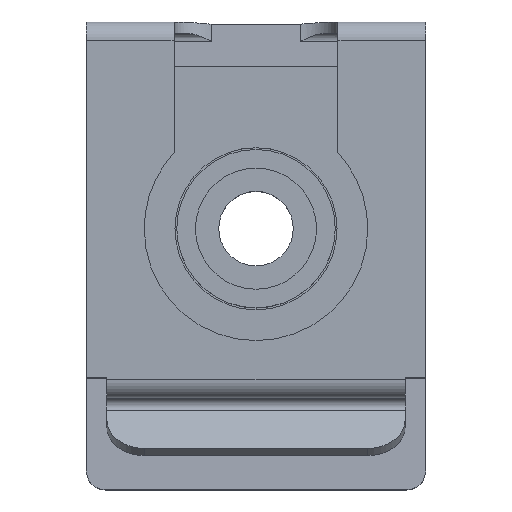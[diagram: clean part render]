
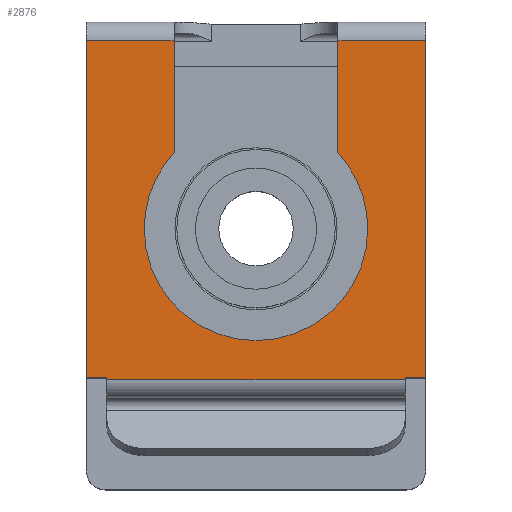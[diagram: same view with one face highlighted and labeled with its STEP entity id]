
A CAD part, top view. The second image highlights one B-rep face of the part: STEP entity #2876.
In plain terms, the highlighted face is planar.
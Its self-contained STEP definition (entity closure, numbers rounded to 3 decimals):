
#5 = ORIENTED_EDGE ( 'NONE', *, *, #1849, .T. ) ;
#8 = ORIENTED_EDGE ( 'NONE', *, *, #762, .T. ) ;
#42 = VECTOR ( 'NONE', #1183, 1000. ) ;
#93 = CIRCLE ( 'NONE', #1356, 6. ) ;
#117 = FACE_OUTER_BOUND ( 'NONE', #562, .T. ) ;
#124 = VECTOR ( 'NONE', #3120, 1000. ) ;
#131 = CARTESIAN_POINT ( 'NONE',  ( -10.1, 0., 9.1 ) ) ;
#233 = VERTEX_POINT ( 'NONE', #737 ) ;
#236 = CARTESIAN_POINT ( 'NONE',  ( 8., 0., 9.1 ) ) ;
#253 = VERTEX_POINT ( 'NONE', #646 ) ;
#277 = ORIENTED_EDGE ( 'NONE', *, *, #3942, .T. ) ;
#298 = DIRECTION ( 'NONE',  ( 0., 0., 1. ) ) ;
#313 = CARTESIAN_POINT ( 'NONE',  ( -10.1, 0., 9.1 ) ) ;
#327 = CARTESIAN_POINT ( 'NONE',  ( 0., 0., 0. ) ) ;
#398 = CARTESIAN_POINT ( 'NONE',  ( -4.079, 0., 4.4 ) ) ;
#441 = CIRCLE ( 'NONE', #688, 6. ) ;
#462 = ORIENTED_EDGE ( 'NONE', *, *, #3077, .F. ) ;
#484 = AXIS2_PLACEMENT_3D ( 'NONE', #3338, #3641, #1819 ) ;
#540 = VECTOR ( 'NONE', #842, 1000. ) ;
#543 = LINE ( 'NONE', #1556, #2059 ) ;
#562 = EDGE_LOOP ( 'NONE', ( #2279, #3513, #2039, #2706, #1711, #2669, #277, #1522, #958, #8, #5, #462, #2234, #2989 ) ) ;
#641 = DIRECTION ( 'NONE',  ( 0., 0., 1. ) ) ;
#646 = CARTESIAN_POINT ( 'NONE',  ( 8.1, 0., -8. ) ) ;
#653 = AXIS2_PLACEMENT_3D ( 'NONE', #3439, #1615, #3751 ) ;
#688 = AXIS2_PLACEMENT_3D ( 'NONE', #327, #2481, #641 ) ;
#737 = CARTESIAN_POINT ( 'NONE',  ( 8., 0., 8. ) ) ;
#755 = DIRECTION ( 'NONE',  ( -1., 0., 0. ) ) ;
#762 = EDGE_CURVE ( 'NONE', #3892, #897, #3691, .T. ) ;
#770 = CARTESIAN_POINT ( 'NONE',  ( -11.1, 0., -9.1 ) ) ;
#782 = CARTESIAN_POINT ( 'NONE',  ( 8.1, 0., 8. ) ) ;
#824 = LINE ( 'NONE', #2789, #2446 ) ;
#842 = DIRECTION ( 'NONE',  ( -1., 0., 0. ) ) ;
#874 = LINE ( 'NONE', #2707, #42 ) ;
#897 = VERTEX_POINT ( 'NONE', #2488 ) ;
#950 = DIRECTION ( 'NONE',  ( -1., 0., 0. ) ) ;
#958 = ORIENTED_EDGE ( 'NONE', *, *, #2349, .F. ) ;
#985 = CARTESIAN_POINT ( 'NONE',  ( 8., 0., -9.1 ) ) ;
#986 = CARTESIAN_POINT ( 'NONE',  ( 8., 0., -9.1 ) ) ;
#1083 = VERTEX_POINT ( 'NONE', #1823 ) ;
#1117 = EDGE_CURVE ( 'NONE', #1559, #2276, #93, .T. ) ;
#1134 = CARTESIAN_POINT ( 'NONE',  ( 8., 0., -8. ) ) ;
#1156 = VECTOR ( 'NONE', #2288, 1000. ) ;
#1157 = LINE ( 'NONE', #2666, #540 ) ;
#1183 = DIRECTION ( 'NONE',  ( 1., 0., 0. ) ) ;
#1248 = LINE ( 'NONE', #131, #1156 ) ;
#1251 = VECTOR ( 'NONE', #298, 1000. ) ;
#1315 = EDGE_CURVE ( 'NONE', #233, #2803, #2881, .T. ) ;
#1350 = EDGE_CURVE ( 'NONE', #3156, #3276, #1965, .T. ) ;
#1356 = AXIS2_PLACEMENT_3D ( 'NONE', #1770, #1784, #1792 ) ;
#1397 = CIRCLE ( 'NONE', #653, 6. ) ;
#1498 = EDGE_CURVE ( 'NONE', #2336, #1083, #1397, .T. ) ;
#1515 = CARTESIAN_POINT ( 'NONE',  ( -10.1, 0., 4.4 ) ) ;
#1522 = ORIENTED_EDGE ( 'NONE', *, *, #3101, .F. ) ;
#1556 = CARTESIAN_POINT ( 'NONE',  ( -11.1, 0., 4.4 ) ) ;
#1559 = VERTEX_POINT ( 'NONE', #398 ) ;
#1615 = DIRECTION ( 'NONE',  ( 0., 1., 0. ) ) ;
#1711 = ORIENTED_EDGE ( 'NONE', *, *, #1315, .F. ) ;
#1770 = CARTESIAN_POINT ( 'NONE',  ( 0., 0., 0. ) ) ;
#1784 = DIRECTION ( 'NONE',  ( 0., 1., 0. ) ) ;
#1792 = DIRECTION ( 'NONE',  ( 0., 0., 1. ) ) ;
#1819 = DIRECTION ( 'NONE',  ( 0., 0., -1. ) ) ;
#1823 = CARTESIAN_POINT ( 'NONE',  ( -4.079, 0., -4.4 ) ) ;
#1849 = EDGE_CURVE ( 'NONE', #897, #2667, #1248, .T. ) ;
#1965 = LINE ( 'NONE', #313, #3486 ) ;
#2039 = ORIENTED_EDGE ( 'NONE', *, *, #1350, .T. ) ;
#2059 = VECTOR ( 'NONE', #3686, 1000. ) ;
#2062 = VECTOR ( 'NONE', #755, 1000. ) ;
#2234 = ORIENTED_EDGE ( 'NONE', *, *, #1498, .F. ) ;
#2263 = CARTESIAN_POINT ( 'NONE',  ( -10.1, 0., 9.1 ) ) ;
#2276 = VERTEX_POINT ( 'NONE', #2452 ) ;
#2279 = ORIENTED_EDGE ( 'NONE', *, *, #1117, .F. ) ;
#2288 = DIRECTION ( 'NONE',  ( 0., 0., 1. ) ) ;
#2336 = VERTEX_POINT ( 'NONE', #3403 ) ;
#2349 = EDGE_CURVE ( 'NONE', #3892, #2712, #3479, .T. ) ;
#2394 = CARTESIAN_POINT ( 'NONE',  ( -11.1, 0., -4.4 ) ) ;
#2446 = VECTOR ( 'NONE', #950, 1000. ) ;
#2452 = CARTESIAN_POINT ( 'NONE',  ( 0., 0., 6. ) ) ;
#2455 = CARTESIAN_POINT ( 'NONE',  ( 8., 0., 9.1 ) ) ;
#2481 = DIRECTION ( 'NONE',  ( 0., 1., 0. ) ) ;
#2488 = CARTESIAN_POINT ( 'NONE',  ( -10.1, 0., -9.1 ) ) ;
#2524 = CARTESIAN_POINT ( 'NONE',  ( 8.1, 0., 9.1 ) ) ;
#2597 = LINE ( 'NONE', #2394, #3306 ) ;
#2666 = CARTESIAN_POINT ( 'NONE',  ( -11.1, 0., 9.1 ) ) ;
#2667 = VERTEX_POINT ( 'NONE', #3550 ) ;
#2669 = ORIENTED_EDGE ( 'NONE', *, *, #3843, .F. ) ;
#2706 = ORIENTED_EDGE ( 'NONE', *, *, #3503, .F. ) ;
#2707 = CARTESIAN_POINT ( 'NONE',  ( 8., 0., -8. ) ) ;
#2712 = VERTEX_POINT ( 'NONE', #1134 ) ;
#2730 = PLANE ( 'NONE',  #484 ) ;
#2774 = DIRECTION ( 'NONE',  ( 0., 0., 1. ) ) ;
#2789 = CARTESIAN_POINT ( 'NONE',  ( 8., 0., 8. ) ) ;
#2803 = VERTEX_POINT ( 'NONE', #236 ) ;
#2831 = VECTOR ( 'NONE', #3738, 1000. ) ;
#2876 = ADVANCED_FACE ( 'NONE', ( #117 ), #2730, .F. ) ;
#2881 = LINE ( 'NONE', #2455, #1251 ) ;
#2937 = EDGE_CURVE ( 'NONE', #3156, #1559, #543, .T. ) ;
#2939 = EDGE_CURVE ( 'NONE', #2276, #2336, #441, .T. ) ;
#2989 = ORIENTED_EDGE ( 'NONE', *, *, #2939, .F. ) ;
#3077 = EDGE_CURVE ( 'NONE', #1083, #2667, #2597, .T. ) ;
#3101 = EDGE_CURVE ( 'NONE', #2712, #253, #874, .T. ) ;
#3120 = DIRECTION ( 'NONE',  ( 0., 0., 1. ) ) ;
#3156 = VERTEX_POINT ( 'NONE', #1515 ) ;
#3276 = VERTEX_POINT ( 'NONE', #2263 ) ;
#3306 = VECTOR ( 'NONE', #3911, 1000. ) ;
#3338 = CARTESIAN_POINT ( 'NONE',  ( -11.1, 0., 9.1 ) ) ;
#3371 = VERTEX_POINT ( 'NONE', #782 ) ;
#3403 = CARTESIAN_POINT ( 'NONE',  ( 0., 0., -6. ) ) ;
#3439 = CARTESIAN_POINT ( 'NONE',  ( 0., 0., 0. ) ) ;
#3479 = LINE ( 'NONE', #986, #124 ) ;
#3486 = VECTOR ( 'NONE', #2774, 1000. ) ;
#3503 = EDGE_CURVE ( 'NONE', #2803, #3276, #1157, .T. ) ;
#3513 = ORIENTED_EDGE ( 'NONE', *, *, #2937, .F. ) ;
#3550 = CARTESIAN_POINT ( 'NONE',  ( -10.1, 0., -4.4 ) ) ;
#3632 = LINE ( 'NONE', #2524, #2831 ) ;
#3641 = DIRECTION ( 'NONE',  ( 0., -1., 0. ) ) ;
#3686 = DIRECTION ( 'NONE',  ( 1., 0., 0. ) ) ;
#3691 = LINE ( 'NONE', #770, #2062 ) ;
#3738 = DIRECTION ( 'NONE',  ( 0., 0., -1. ) ) ;
#3751 = DIRECTION ( 'NONE',  ( 0., 0., 1. ) ) ;
#3843 = EDGE_CURVE ( 'NONE', #3371, #233, #824, .T. ) ;
#3892 = VERTEX_POINT ( 'NONE', #985 ) ;
#3911 = DIRECTION ( 'NONE',  ( -1., 0., 0. ) ) ;
#3942 = EDGE_CURVE ( 'NONE', #3371, #253, #3632, .T. ) ;
